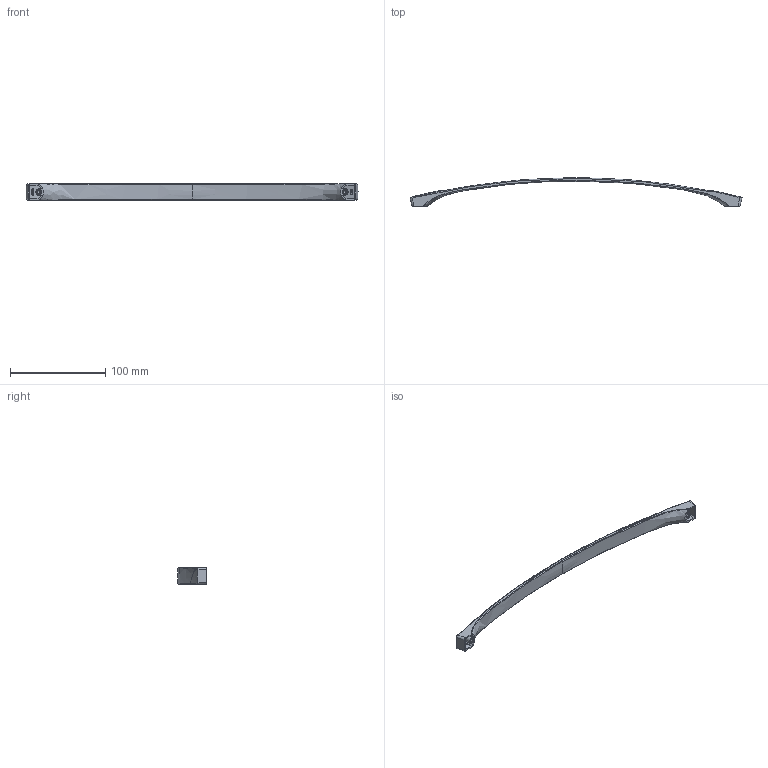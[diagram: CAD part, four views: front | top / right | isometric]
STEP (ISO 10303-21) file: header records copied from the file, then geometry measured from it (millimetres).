
FILE_DESCRIPTION(('Creo Elements/Direct Modeling STEP Export'),'2;1');
FILE_NAME('2414-348.stp','2019-11-11T13:46:03',(''),(''),'Creo Elements/Direct Modeling STEP processor for AP214 (Solid Model)','Creo Elements/Direct Modeling 20.0 12-Nov-2016 (C) Parametric Technology GmbH','');
FILE_SCHEMA(('AUTOMOTIVE_DESIGN { 1 0 10303 214 1 1 1 1 }'));
Length unit declared in the file: millimetre
Products named in the file (1): ZN-10271
Bounding box: 347.79 x 30.18 x 17 mm (x, y, z)
Volume: 27939.3 mm3; surface area: 16240.6 mm2
Topology: 1 solids, 1 shells, 368 faces, 1022 edges, 670 vertices
Faces by surface type: plane 283, bspline 38, cylinder 22, torus 17, cone 8
Entity records: 22406 total; most frequent: CARTESIAN_POINT 13804, ORIENTED_EDGE 2036, DIRECTION 1067, EDGE_CURVE 1018, VERTEX_POINT 670, B_SPLINE_CURVE_WITH_KNOTS 639, SURFACE_CURVE 576, EDGE_LOOP 386
